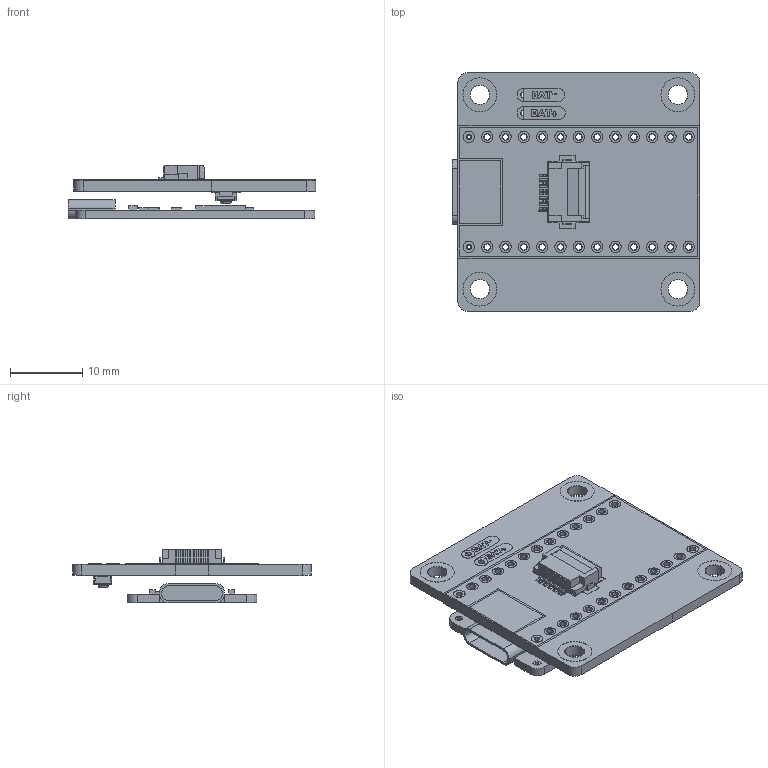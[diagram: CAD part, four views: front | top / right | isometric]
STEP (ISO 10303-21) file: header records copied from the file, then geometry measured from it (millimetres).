
FILE_DESCRIPTION(('KiCad electronic assembly'),'2;1');
FILE_NAME('prospector_controller.step','2025-07-20T06:25:32',('Pcbnew'), ('Kicad'),'Open CASCADE STEP processor 7.9','KiCad to STEP converter', 'Unknown');
FILE_SCHEMA(('AUTOMOTIVE_DESIGN { 1 0 10303 214 1 1 1 1 }'));
Length unit declared in the file: millimetre
Products named in the file (11): prospector_controller 1; Hirose_FH12-10S-0.5SH_1x10-1MP_P0.50mm_Horizontal; body; lock; pins; Nice!nano; prospector_controller 1.2.1; SW_SPST_B3U-1000P; prospector_controller_pad; prospector_controller_silkscreen; prospector_controller_PCB
Assembly tree (10 placements, depth 3):
  prospector_controller 1
    Hirose_FH12-10S-0.5SH_1x10-1MP_P0.50mm_Horizontal
      body
      lock
      pins
    Nice!nano
      prospector_controller 1.2.1
    SW_SPST_B3U-1000P
    prospector_controller_pad
    prospector_controller_silkscreen
    prospector_controller_PCB
Bounding box: 34.32 x 33.02 x 7.4 mm (x, y, z)
Volume: 2447.3 mm3; surface area: 5581.8 mm2
Topology: 143 solids, 162 shells, 1099 faces, 2813 edges, 2029 vertices
Faces by surface type: plane 721, cylinder 344, bspline 31, sphere 2, torus 1
Full cylindrical faces by diameter (mm): 0.3 x1, 0.5 x2, 0.712 x6, 0.75 x6, 0.762 x4, 0.8 x4, 0.864 x72, 0.914 x48, 1 x26, 1.5 x48, 1.6 x53, 1.85 x4, 2.65 x12, 2.7 x8, 4.7 x8
Entity records: 36552 total; most frequent: CARTESIAN_POINT 6893, DIRECTION 5645, ORIENTED_EDGE 5131, EDGE_CURVE 2811, VERTEX_POINT 2029, LINE 2011, VECTOR 2011, AXIS2_PLACEMENT_3D 1817
